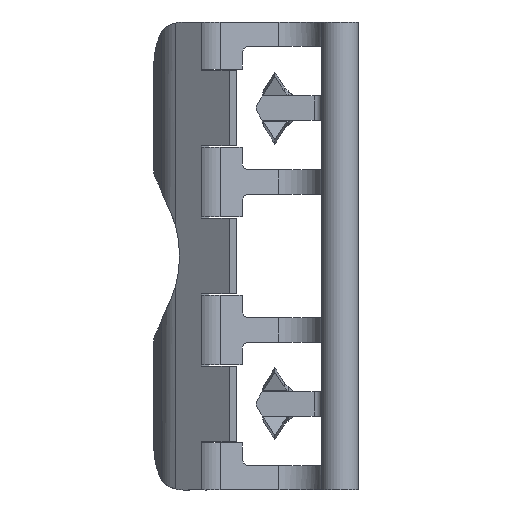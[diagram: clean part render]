
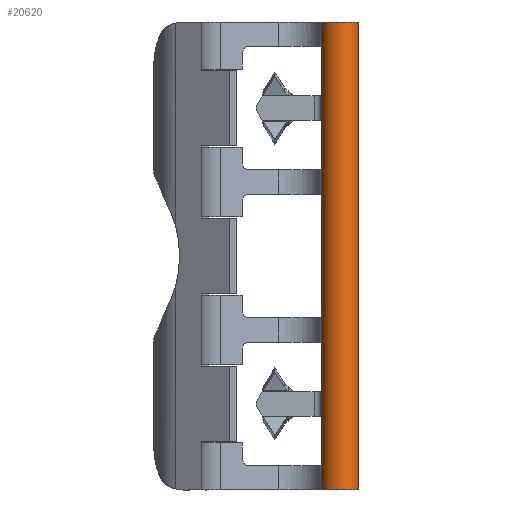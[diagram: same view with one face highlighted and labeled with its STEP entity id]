
A CAD part, left-side view. The second image highlights one B-rep face of the part: STEP entity #20620.
In plain terms, the highlighted cylindrical face has radius 1.905 mm (diameter 3.81 mm), a partial arc.
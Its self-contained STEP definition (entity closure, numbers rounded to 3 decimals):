
#2175 = AXIS2_PLACEMENT_3D ( 'NONE', #4091, #29619, #8673 ) ;
#2818 = AXIS2_PLACEMENT_3D ( 'NONE', #18992, #9847, #5110 ) ;
#3934 = DIRECTION ( 'NONE',  ( 0., 0., 1. ) ) ;
#4062 = VERTEX_POINT ( 'NONE', #28323 ) ;
#4091 = CARTESIAN_POINT ( 'NONE',  ( -16.983, 0.485, 24. ) ) ;
#4178 = VECTOR ( 'NONE', #26269, 1000. ) ;
#5110 = DIRECTION ( 'NONE',  ( 1., 0., 0. ) ) ;
#5620 = LINE ( 'NONE', #29460, #28132 ) ;
#7253 = ORIENTED_EDGE ( 'NONE', *, *, #27000, .F. ) ;
#7771 = LINE ( 'NONE', #19209, #4178 ) ;
#8673 = DIRECTION ( 'NONE',  ( 1., 0., 0. ) ) ;
#9191 = EDGE_CURVE ( 'NONE', #4062, #28245, #5620, .T. ) ;
#9847 = DIRECTION ( 'NONE',  ( 0., 0., -1. ) ) ;
#13585 = EDGE_CURVE ( 'NONE', #28245, #18175, #15364, .T. ) ;
#14549 = EDGE_LOOP ( 'NONE', ( #17163, #21987, #7253, #26785 ) ) ;
#15044 = VERTEX_POINT ( 'NONE', #18096 ) ;
#15364 = CIRCLE ( 'NONE', #2175, 1.905 ) ;
#15461 = CARTESIAN_POINT ( 'NONE',  ( -16.983, 0.485, -48.11 ) ) ;
#15938 = EDGE_CURVE ( 'NONE', #15044, #18175, #7771, .T. ) ;
#17163 = ORIENTED_EDGE ( 'NONE', *, *, #13585, .F. ) ;
#17596 = CYLINDRICAL_SURFACE ( 'NONE', #28333, 1.905 ) ;
#18096 = CARTESIAN_POINT ( 'NONE',  ( -16.983, -1.42, -24. ) ) ;
#18175 = VERTEX_POINT ( 'NONE', #26704 ) ;
#18992 = CARTESIAN_POINT ( 'NONE',  ( -16.983, 0.485, -24. ) ) ;
#19209 = CARTESIAN_POINT ( 'NONE',  ( -16.983, -1.42, -19. ) ) ;
#20620 = ADVANCED_FACE ( 'Face47', ( #27529 ), #17596, .T. ) ;
#21987 = ORIENTED_EDGE ( 'NONE', *, *, #9191, .F. ) ;
#22164 = CARTESIAN_POINT ( 'NONE',  ( -16.983, 2.39, 24. ) ) ;
#24775 = DIRECTION ( 'NONE',  ( 1., 0., 0. ) ) ;
#26269 = DIRECTION ( 'NONE',  ( 0., 0., 1. ) ) ;
#26704 = CARTESIAN_POINT ( 'NONE',  ( -16.983, -1.42, 24. ) ) ;
#26785 = ORIENTED_EDGE ( 'NONE', *, *, #15938, .T. ) ;
#27000 = EDGE_CURVE ( 'NONE', #15044, #4062, #29184, .T. ) ;
#27529 = FACE_OUTER_BOUND ( 'NONE', #14549, .T. ) ;
#28132 = VECTOR ( 'NONE', #3934, 1000. ) ;
#28245 = VERTEX_POINT ( 'NONE', #22164 ) ;
#28323 = CARTESIAN_POINT ( 'NONE',  ( -16.983, 2.39, -24. ) ) ;
#28333 = AXIS2_PLACEMENT_3D ( 'NONE', #15461, #29523, #24775 ) ;
#29184 = CIRCLE ( 'NONE', #2818, 1.905 ) ;
#29460 = CARTESIAN_POINT ( 'NONE',  ( -16.983, 2.39, -19. ) ) ;
#29523 = DIRECTION ( 'NONE',  ( 0., 0., 1. ) ) ;
#29619 = DIRECTION ( 'NONE',  ( 0., 0., 1. ) ) ;
